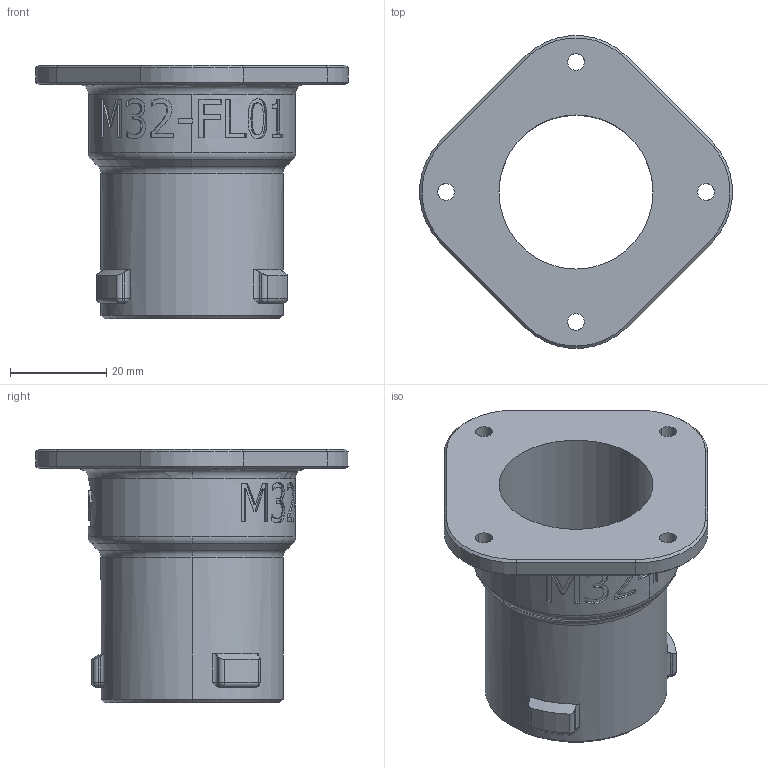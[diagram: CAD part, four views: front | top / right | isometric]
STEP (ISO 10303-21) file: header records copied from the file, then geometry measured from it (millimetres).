
FILE_DESCRIPTION(('CATIA V6 STEP','CAx-IF Rec.Pracs.--- Model Styling and Organization---1.5--- 2016-08-15','CAx-IF Rec.Pracs.---Supplemental Geometry---1.0---2011-11-01','CAx-IF Rec.Pracs.--- Composite Materials ---1.1---2010-07-15'),'2;1');
FILE_NAME('M32_FL01.stp','2020-08-25T18:40:18+00:00',('none'),('none'),'3DEXPERIENCE Platform3DEXPERIENCE R2021x HotFix 1.5','3DEXPERIENCE Platform STEP AP214 v2','none');
FILE_SCHEMA(('AUTOMOTIVE_DESIGN { 1 0 10303 214 1 1 1 1 }'));
Length unit declared in the file: millimetre
Products named in the file (1): M32_FL01
Bounding box: 64.89 x 64.89 x 52.6 mm (x, y, z)
Volume: 28927.2 mm3; surface area: 15941.4 mm2
Topology: 1 solids, 1 shells, 276 faces, 814 edges, 554 vertices
Faces by surface type: bspline 104, plane 78, cylinder 51, cone 22, torus 15, sphere 6
Entity records: 9791 total; most frequent: CARTESIAN_POINT 3742, ORIENTED_EDGE 1628, EDGE_CURVE 814, DIRECTION 616, VERTEX_POINT 554, B_SPLINE_CURVE_WITH_KNOTS 458, EDGE_LOOP 300, ADVANCED_FACE 276
